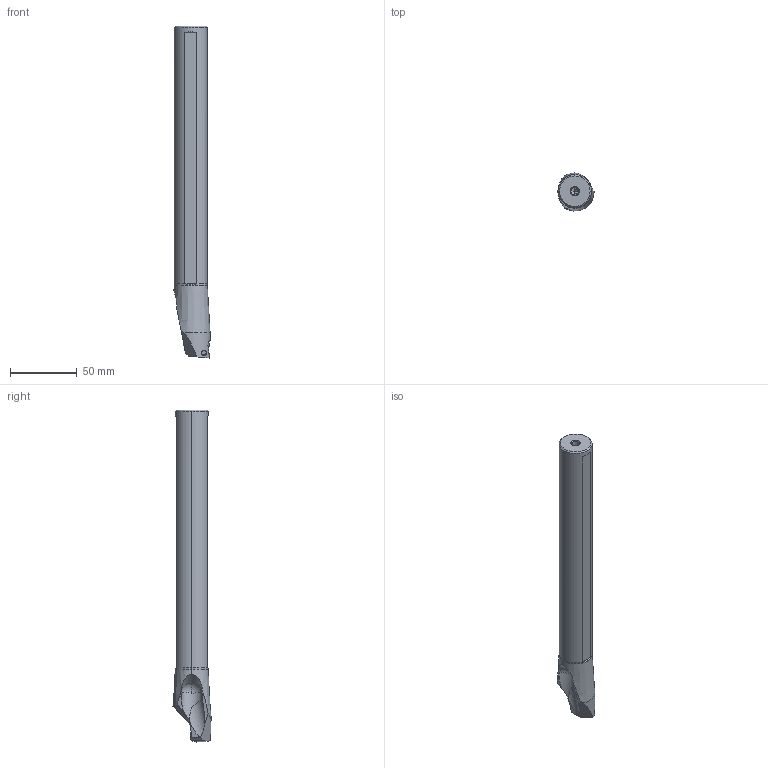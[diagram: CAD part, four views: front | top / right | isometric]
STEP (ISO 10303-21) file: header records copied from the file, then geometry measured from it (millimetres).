
FILE_DESCRIPTION(/* description */ (''),/* implementation_level */ '2;1');
FILE_NAME(/* name */ 'FSCLP3025L-09A.stp',/* time_stamp */ '2021-11-11T11:28:00+09:00',/* author */ (''),/* organization */ (''),/* preprocessor_version */ 'ST-DEVELOPER v16',/* originating_system */ 'SIEMENS PLM Software NX 10.0',/* authorisation */ '');
FILE_SCHEMA (('AUTOMOTIVE_DESIGN { 1 0 10303 214 3 1 1 1 }'));
Length unit declared in the file: millimetre
Products named in the file (1): FSCLP3025L-09A_ASM
Bounding box: 27.17 x 28.57 x 249.41 mm (x, y, z)
Volume: 106853.3 mm3; surface area: 24395.6 mm2
Topology: 2 solids, 2 shells, 113 faces, 310 edges, 199 vertices
Faces by surface type: cylinder 40, plane 39, cone 17, torus 10, sphere 7
Entity records: 5649 total; most frequent: CARTESIAN_POINT 1902, DIRECTION 615, ORIENTED_EDGE 612, EDGE_CURVE 306, AXIS2_PLACEMENT_3D 252, VERTEX_POINT 196, PRESENTATION_STYLE_ASSIGNMENT 128, EDGE_LOOP 116
